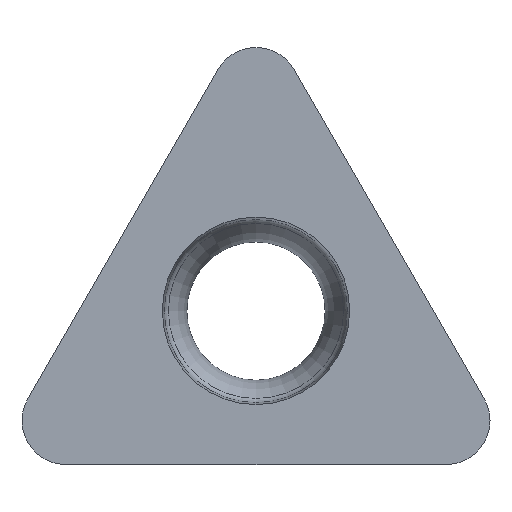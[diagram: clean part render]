
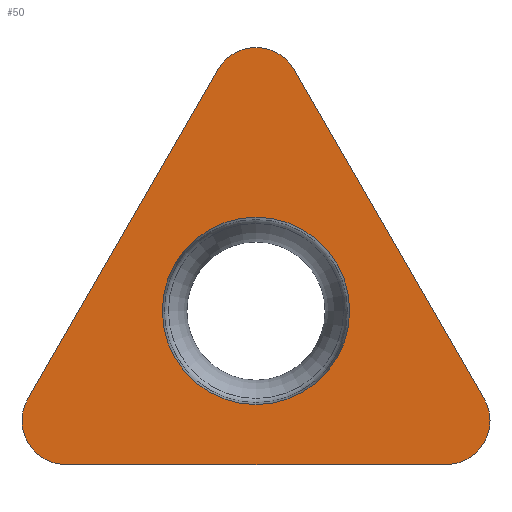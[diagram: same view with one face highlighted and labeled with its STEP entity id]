
A CAD part, top view. The second image highlights one B-rep face of the part: STEP entity #50.
In plain terms, the highlighted planar face has unit normal (0, 0, 1).
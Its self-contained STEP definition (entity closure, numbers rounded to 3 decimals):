
#50=ADVANCED_FACE('',(#89,#90),#62,.T.);
#62=PLANE('',#257);
#67=LINE('',#373,#79);
#70=LINE('',#379,#82);
#72=LINE('',#383,#84);
#79=VECTOR('',#288,1.0);
#82=VECTOR('',#293,1.0);
#84=VECTOR('',#297,1.0);
#89=FACE_BOUND('',#104,.T.);
#90=FACE_BOUND('',#105,.T.);
#104=EDGE_LOOP('',(#136));
#105=EDGE_LOOP('',(#137,#138,#139,#140,#141,#142));
#136=ORIENTED_EDGE('',*,*,#196,.F.);
#137=ORIENTED_EDGE('',*,*,#191,.T.);
#138=ORIENTED_EDGE('',*,*,#197,.T.);
#139=ORIENTED_EDGE('',*,*,#193,.T.);
#140=ORIENTED_EDGE('',*,*,#198,.T.);
#141=ORIENTED_EDGE('',*,*,#188,.T.);
#142=ORIENTED_EDGE('',*,*,#199,.T.);
#170=VERTEX_POINT('',#372);
#171=VERTEX_POINT('',#374);
#172=VERTEX_POINT('',#378);
#173=VERTEX_POINT('',#380);
#174=VERTEX_POINT('',#384);
#175=VERTEX_POINT('',#385);
#176=VERTEX_POINT('',#390);
#188=EDGE_CURVE('',#171,#170,#67,.T.);
#191=EDGE_CURVE('',#173,#172,#70,.T.);
#193=EDGE_CURVE('',#174,#175,#72,.T.);
#196=EDGE_CURVE('',#176,#176,#207,.T.);
#197=EDGE_CURVE('',#172,#174,#208,.T.);
#198=EDGE_CURVE('',#175,#171,#209,.T.);
#199=EDGE_CURVE('',#170,#173,#210,.T.);
#207=CIRCLE('',#253,1.694);
#208=CIRCLE('',#254,0.794);
#209=CIRCLE('',#255,0.794);
#210=CIRCLE('',#256,0.794);
#253=AXIS2_PLACEMENT_3D('',#389,#302,#303);
#254=AXIS2_PLACEMENT_3D('',#391,#304,#305);
#255=AXIS2_PLACEMENT_3D('',#392,#306,#307);
#256=AXIS2_PLACEMENT_3D('',#393,#308,#309);
#257=AXIS2_PLACEMENT_3D('',#394,#310,#311);
#288=DIRECTION('',(-0.5,-0.866,0.));
#293=DIRECTION('',(1.0,0.,0.));
#297=DIRECTION('',(-0.5,0.866,0.));
#302=DIRECTION('',(0.0,0.0,1.0));
#303=DIRECTION('',(-0.866,-0.5,0.0));
#304=DIRECTION('',(0.,0.,1.0));
#305=DIRECTION('',(-0.5,0.866,0.));
#306=DIRECTION('',(0.,0.,1.0));
#307=DIRECTION('',(-0.5,0.866,0.));
#308=DIRECTION('',(0.,0.,1.0));
#309=DIRECTION('',(-0.5,0.866,0.));
#310=DIRECTION('',(0.,0.,1.0));
#311=DIRECTION('',(-0.5,0.866,0.));
#372=CARTESIAN_POINT('',(0.687,1.191,0.));
#373=CARTESIAN_POINT('',(2.406,4.167,0.));
#374=CARTESIAN_POINT('',(4.124,7.144,0.));
#378=CARTESIAN_POINT('',(8.249,0.,0.));
#379=CARTESIAN_POINT('',(4.812,0.,0.));
#380=CARTESIAN_POINT('',(1.375,0.,0.));
#383=CARTESIAN_POINT('',(7.218,4.167,0.));
#384=CARTESIAN_POINT('',(8.936,1.191,0.));
#385=CARTESIAN_POINT('',(5.499,7.144,0.));
#389=CARTESIAN_POINT('',(4.812,2.778,0.));
#390=CARTESIAN_POINT('',(3.345,1.931,0.));
#391=CARTESIAN_POINT('',(8.249,0.794,0.));
#392=CARTESIAN_POINT('',(4.812,6.747,0.));
#393=CARTESIAN_POINT('',(1.375,0.794,0.));
#394=CARTESIAN_POINT('',(4.812,2.778,0.));
